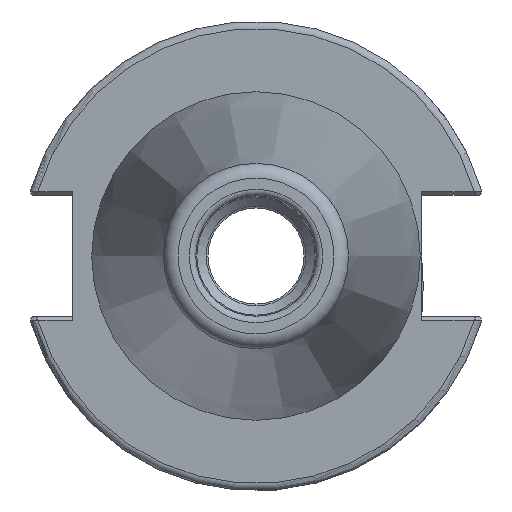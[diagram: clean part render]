
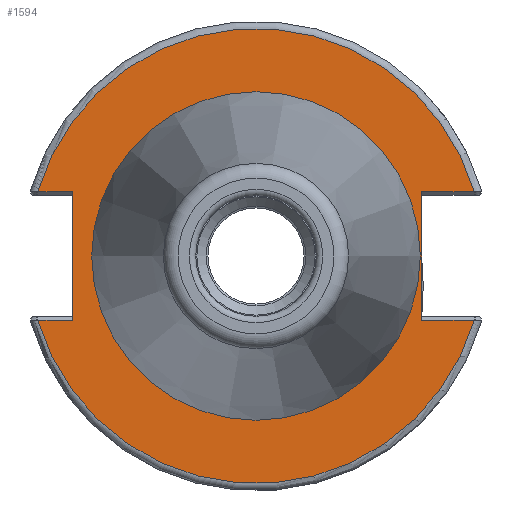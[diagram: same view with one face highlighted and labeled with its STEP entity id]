
A CAD part, left-side view. The second image highlights one B-rep face of the part: STEP entity #1594.
In plain terms, the highlighted planar face has unit normal (-1, 0, 0).
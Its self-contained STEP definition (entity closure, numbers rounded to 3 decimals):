
#50=FACE_BOUND('',#271,.T.);
#59=PLANE('',#1737);
#177=FACE_OUTER_BOUND('',#270,.T.);
#270=EDGE_LOOP('',(#1167,#1168,#1169,#1170,#1171,#1172,#1173,#1174));
#271=EDGE_LOOP('',(#1175,#1176));
#359=LINE('',#2481,#462);
#361=LINE('',#2549,#464);
#362=LINE('',#2551,#465);
#363=LINE('',#2555,#466);
#364=LINE('',#2557,#467);
#365=LINE('',#2558,#468);
#462=VECTOR('',#1958,10.);
#464=VECTOR('',#1976,10.);
#465=VECTOR('',#1977,10.);
#466=VECTOR('',#1980,10.);
#467=VECTOR('',#1981,10.);
#468=VECTOR('',#1982,10.);
#584=CIRCLE('',#1736,30.775);
#585=CIRCLE('',#1738,30.775);
#586=CIRCLE('',#1739,22.225);
#587=CIRCLE('',#1740,22.225);
#677=VERTEX_POINT('',#2474);
#680=VERTEX_POINT('',#2479);
#686=VERTEX_POINT('',#2527);
#688=VERTEX_POINT('',#2548);
#689=VERTEX_POINT('',#2550);
#690=VERTEX_POINT('',#2552);
#691=VERTEX_POINT('',#2554);
#692=VERTEX_POINT('',#2556);
#693=VERTEX_POINT('',#2559);
#694=VERTEX_POINT('',#2560);
#859=EDGE_CURVE('',#680,#677,#359,.T.);
#869=EDGE_CURVE('',#677,#686,#584,.T.);
#872=EDGE_CURVE('',#680,#688,#361,.T.);
#873=EDGE_CURVE('',#689,#688,#362,.T.);
#874=EDGE_CURVE('',#690,#689,#585,.T.);
#875=EDGE_CURVE('',#691,#690,#363,.T.);
#876=EDGE_CURVE('',#691,#692,#364,.T.);
#877=EDGE_CURVE('',#686,#692,#365,.T.);
#878=EDGE_CURVE('',#693,#694,#586,.T.);
#879=EDGE_CURVE('',#694,#693,#587,.T.);
#1167=ORIENTED_EDGE('',*,*,#859,.F.);
#1168=ORIENTED_EDGE('',*,*,#872,.T.);
#1169=ORIENTED_EDGE('',*,*,#873,.F.);
#1170=ORIENTED_EDGE('',*,*,#874,.F.);
#1171=ORIENTED_EDGE('',*,*,#875,.F.);
#1172=ORIENTED_EDGE('',*,*,#876,.T.);
#1173=ORIENTED_EDGE('',*,*,#877,.F.);
#1174=ORIENTED_EDGE('',*,*,#869,.F.);
#1175=ORIENTED_EDGE('',*,*,#878,.T.);
#1176=ORIENTED_EDGE('',*,*,#879,.T.);
#1594=ADVANCED_FACE('',(#177,#50),#59,.T.);
#1736=AXIS2_PLACEMENT_3D('',#2528,#1972,#1973);
#1737=AXIS2_PLACEMENT_3D('',#2547,#1974,#1975);
#1738=AXIS2_PLACEMENT_3D('',#2553,#1978,#1979);
#1739=AXIS2_PLACEMENT_3D('',#2561,#1983,#1984);
#1740=AXIS2_PLACEMENT_3D('',#2562,#1985,#1986);
#1958=DIRECTION('',(0.,-1.,0.));
#1972=DIRECTION('center_axis',(1.,0.,0.));
#1973=DIRECTION('ref_axis',(0.,0.,-1.));
#1974=DIRECTION('center_axis',(-1.,0.,0.));
#1975=DIRECTION('ref_axis',(0.,0.,1.));
#1976=DIRECTION('',(0.,0.,1.));
#1977=DIRECTION('',(0.,1.,0.));
#1978=DIRECTION('center_axis',(1.,0.,0.));
#1979=DIRECTION('ref_axis',(0.,0.,-1.));
#1980=DIRECTION('',(0.,1.,0.));
#1981=DIRECTION('',(0.,0.,-1.));
#1982=DIRECTION('',(0.,-1.,0.));
#1983=DIRECTION('center_axis',(1.,0.,0.));
#1984=DIRECTION('ref_axis',(0.,0.,-1.));
#1985=DIRECTION('center_axis',(1.,0.,0.));
#1986=DIRECTION('ref_axis',(0.,0.,-1.));
#2474=CARTESIAN_POINT('',(3.175,-29.523,-8.69));
#2479=CARTESIAN_POINT('',(3.175,-22.41,-8.69));
#2481=CARTESIAN_POINT('',(3.175,-4.878,-8.69));
#2527=CARTESIAN_POINT('',(3.175,29.523,-8.69));
#2528=CARTESIAN_POINT('Origin',(3.175,0.,
0.));
#2547=CARTESIAN_POINT('Origin',(3.175,30.775,0.));
#2548=CARTESIAN_POINT('',(3.175,-22.41,8.69));
#2549=CARTESIAN_POINT('',(3.175,-22.41,-4.095));
#2550=CARTESIAN_POINT('',(3.175,-29.523,8.69));
#2551=CARTESIAN_POINT('',(3.175,4.182,8.69));
#2552=CARTESIAN_POINT('',(3.175,29.523,8.69));
#2553=CARTESIAN_POINT('Origin',(3.175,0.,
0.));
#2554=CARTESIAN_POINT('',(3.175,24.8,8.69));
#2555=CARTESIAN_POINT('',(3.175,32.958,8.69));
#2556=CARTESIAN_POINT('',(3.175,24.8,-8.69));
#2557=CARTESIAN_POINT('',(3.175,24.8,4.095));
#2558=CARTESIAN_POINT('',(3.175,27.788,-8.69));
#2559=CARTESIAN_POINT('',(3.175,22.225,0.));
#2560=CARTESIAN_POINT('',(3.175,-22.225,0.));
#2561=CARTESIAN_POINT('Origin',(3.175,0.,
0.));
#2562=CARTESIAN_POINT('Origin',(3.175,0.,
0.));
